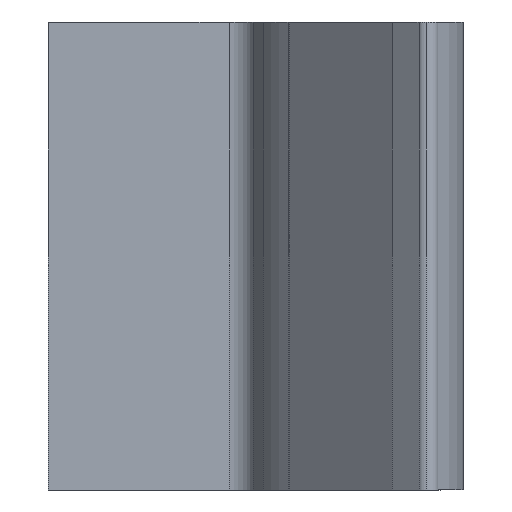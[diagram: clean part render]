
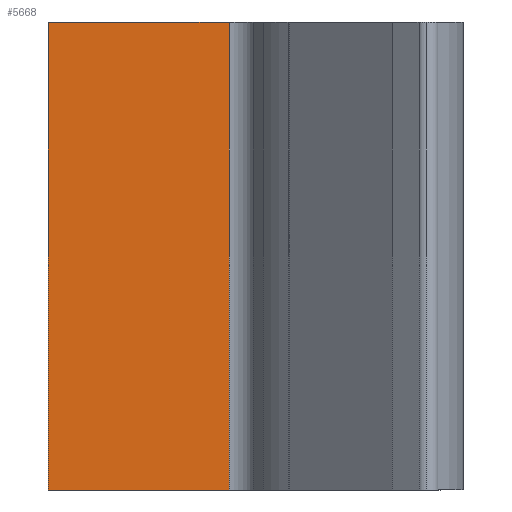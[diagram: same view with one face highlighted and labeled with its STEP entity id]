
A CAD part, left-side view. The second image highlights one B-rep face of the part: STEP entity #5668.
In plain terms, the highlighted planar face has unit normal (-1, 0, 0).
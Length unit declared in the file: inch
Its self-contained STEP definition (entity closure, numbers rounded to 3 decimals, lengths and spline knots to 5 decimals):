
#2795 = CARTESIAN_POINT ( 'NONE',  ( 1.15222, 2.04001, 3.49448 ) ) ;
#3473 = ORIENTED_EDGE ( 'NONE', *, *, #3980, .T. ) ;
#3980 = EDGE_CURVE ( 'NONE', #18971, #9550, #22164, .T. ) ;
#4474 = DIRECTION ( 'NONE',  ( 0., 0., -1. ) ) ;
#4626 = CARTESIAN_POINT ( 'NONE',  ( 1.15222, 2.04001, 3.49448 ) ) ;
#5123 = ORIENTED_EDGE ( 'NONE', *, *, #16253, .T. ) ;
#5668 = ADVANCED_FACE ( 'NONE', ( #12707 ), #18896, .F. ) ;
#6310 = CARTESIAN_POINT ( 'NONE',  ( 1.15222, 2.04365, 3.49448 ) ) ;
#6463 = DIRECTION ( 'NONE',  ( 1., 0., 0. ) ) ;
#6786 = VECTOR ( 'NONE', #22073, 39.37008 ) ;
#6954 = DIRECTION ( 'NONE',  ( 0., -1., 0. ) ) ;
#7009 = EDGE_CURVE ( 'NONE', #9669, #9550, #20093, .T. ) ;
#7063 = LINE ( 'NONE', #18118, #6786 ) ;
#8041 = DIRECTION ( 'NONE',  ( 0., 0., -1. ) ) ;
#8188 = ORIENTED_EDGE ( 'NONE', *, *, #7009, .F. ) ;
#9386 = DIRECTION ( 'NONE',  ( 0., 0., -1. ) ) ;
#9550 = VERTEX_POINT ( 'NONE', #20654 ) ;
#9669 = VERTEX_POINT ( 'NONE', #2795 ) ;
#10573 = VERTEX_POINT ( 'NONE', #22912 ) ;
#11071 = VECTOR ( 'NONE', #9386, 39.37008 ) ;
#12707 = FACE_OUTER_BOUND ( 'NONE', #19346, .T. ) ;
#14889 = CARTESIAN_POINT ( 'NONE',  ( 1.15222, 2.81268, 3.49448 ) ) ;
#15251 = VECTOR ( 'NONE', #4474, 39.37008 ) ;
#15901 = CARTESIAN_POINT ( 'NONE',  ( 1.15222, 2.81268, 1.49448 ) ) ;
#16004 = ORIENTED_EDGE ( 'NONE', *, *, #17748, .F. ) ;
#16253 = EDGE_CURVE ( 'NONE', #10573, #18971, #21914, .T. ) ;
#17748 = EDGE_CURVE ( 'NONE', #10573, #9669, #7063, .T. ) ;
#17870 = CARTESIAN_POINT ( 'NONE',  ( 1.15222, 2.04365, 1.49448 ) ) ;
#17910 = VECTOR ( 'NONE', #6954, 39.37008 ) ;
#18118 = CARTESIAN_POINT ( 'NONE',  ( 1.15222, 2.81268, 3.49448 ) ) ;
#18896 = PLANE ( 'NONE',  #22363 ) ;
#18971 = VERTEX_POINT ( 'NONE', #15901 ) ;
#19346 = EDGE_LOOP ( 'NONE', ( #3473, #8188, #16004, #5123 ) ) ;
#20093 = LINE ( 'NONE', #4626, #15251 ) ;
#20654 = CARTESIAN_POINT ( 'NONE',  ( 1.15222, 2.04001, 1.49448 ) ) ;
#21914 = LINE ( 'NONE', #14889, #11071 ) ;
#22073 = DIRECTION ( 'NONE',  ( 0., -1., 0. ) ) ;
#22164 = LINE ( 'NONE', #17870, #17910 ) ;
#22363 = AXIS2_PLACEMENT_3D ( 'NONE', #6310, #6463, #8041 ) ;
#22912 = CARTESIAN_POINT ( 'NONE',  ( 1.15222, 2.81268, 3.49448 ) ) ;
